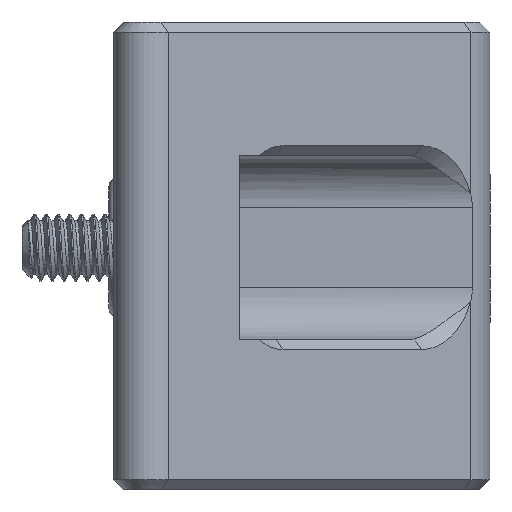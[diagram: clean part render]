
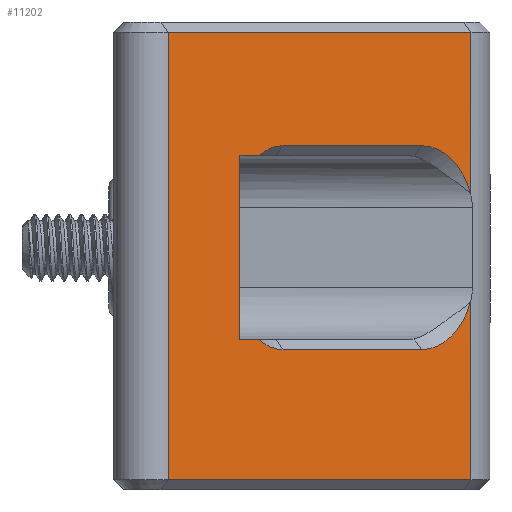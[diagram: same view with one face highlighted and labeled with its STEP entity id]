
A CAD part, front view. The second image highlights one B-rep face of the part: STEP entity #11202.
In plain terms, the highlighted planar face has unit normal (0.707, -0.707, 0).
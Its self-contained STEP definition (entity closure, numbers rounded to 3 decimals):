
#274 = CARTESIAN_POINT ( 'NONE',  ( 255.361, 53.974, 27.4 ) ) ;
#1530 = VECTOR ( 'NONE', #20037, 1000. ) ;
#1837 = VECTOR ( 'NONE', #17948, 1000. ) ;
#1859 = LINE ( 'NONE', #11589, #24736 ) ;
#1871 = DIRECTION ( 'NONE',  ( 0.707, 0.707, 0. ) ) ;
#1881 = DIRECTION ( 'NONE',  ( 0.707, 0.707, 0. ) ) ;
#2146 = CARTESIAN_POINT ( 'NONE',  ( 262.234, 60.846, 12.1 ) ) ;
#2658 = ORIENTED_EDGE ( 'NONE', *, *, #9383, .T. ) ;
#2800 = ORIENTED_EDGE ( 'NONE', *, *, #8492, .F. ) ;
#3078 = AXIS2_PLACEMENT_3D ( 'NONE', #20570, #30534, #28555 ) ;
#3313 = CARTESIAN_POINT ( 'NONE',  ( 273.475, 72.088, 27.4 ) ) ;
#4028 = VERTEX_POINT ( 'NONE', #23729 ) ;
#4334 = CARTESIAN_POINT ( 'NONE',  ( 262.234, 60.846, 16.9 ) ) ;
#4478 = CARTESIAN_POINT ( 'NONE',  ( 273.475, 72.088, 28. ) ) ;
#4479 = VERTEX_POINT ( 'NONE', #12299 ) ;
#4806 = EDGE_CURVE ( 'NONE', #14312, #23862, #25660, .T. ) ;
#5417 = DIRECTION ( 'NONE',  ( -0.707, 0.707, 0. ) ) ;
#5587 = AXIS2_PLACEMENT_3D ( 'NONE', #15852, #5417, #16012 ) ;
#5892 = PLANE ( 'NONE',  #5587 ) ;
#6019 = VECTOR ( 'NONE', #20421, 1000. ) ;
#6154 = VERTEX_POINT ( 'NONE', #8174 ) ;
#6504 = CARTESIAN_POINT ( 'NONE',  ( 259.618, 58.23, 28. ) ) ;
#6556 = LINE ( 'NONE', #11237, #24715 ) ;
#6895 = DIRECTION ( 'NONE',  ( -0.707, -0.707, 0. ) ) ;
#7456 = ORIENTED_EDGE ( 'NONE', *, *, #4806, .F. ) ;
#7501 = LINE ( 'NONE', #274, #6019 ) ;
#7731 = AXIS2_PLACEMENT_3D ( 'NONE', #4334, #23839, #1881 ) ;
#7739 = DIRECTION ( 'NONE',  ( 0.707, -0.707, 0. ) ) ;
#8174 = CARTESIAN_POINT ( 'NONE',  ( 262.234, 60.846, 8.4 ) ) ;
#8246 = FACE_OUTER_BOUND ( 'NONE', #27550, .T. ) ;
#8425 = ORIENTED_EDGE ( 'NONE', *, *, #31935, .F. ) ;
#8439 = ORIENTED_EDGE ( 'NONE', *, *, #20694, .F. ) ;
#8492 = EDGE_CURVE ( 'NONE', #4028, #10412, #12287, .T. ) ;
#8539 = CARTESIAN_POINT ( 'NONE',  ( 259.618, 58.23, 20. ) ) ;
#8584 = EDGE_CURVE ( 'NONE', #23950, #24757, #7501, .T. ) ;
#9383 = EDGE_CURVE ( 'NONE', #23439, #20250, #13984, .T. ) ;
#9680 = VECTOR ( 'NONE', #31257, 1000. ) ;
#9819 = CIRCLE ( 'NONE', #25652, 3.7 ) ;
#9854 = LINE ( 'NONE', #6504, #22086 ) ;
#10412 = VERTEX_POINT ( 'NONE', #29649 ) ;
#11202 = ADVANCED_FACE ( 'NONE', ( #8246 ), #5892, .F. ) ;
#11237 = CARTESIAN_POINT ( 'NONE',  ( 262.234, 60.846, 8.4 ) ) ;
#11555 = CARTESIAN_POINT ( 'NONE',  ( 270.528, 69.14, 20.6 ) ) ;
#11568 = AXIS2_PLACEMENT_3D ( 'NONE', #15499, #7739, #28156 ) ;
#11589 = CARTESIAN_POINT ( 'NONE',  ( 255.361, 53.974, 28. ) ) ;
#11713 = DIRECTION ( 'NONE',  ( -0.707, -0.707, 0. ) ) ;
#12287 = LINE ( 'NONE', #31709, #1837 ) ;
#12299 = CARTESIAN_POINT ( 'NONE',  ( 270.528, 69.14, 20.6 ) ) ;
#12330 = VECTOR ( 'NONE', #19812, 1000. ) ;
#12342 = ORIENTED_EDGE ( 'NONE', *, *, #30485, .F. ) ;
#12551 = CARTESIAN_POINT ( 'NONE',  ( 255.361, 53.974, 27.4 ) ) ;
#13117 = VECTOR ( 'NONE', #11713, 1000. ) ;
#13261 = EDGE_CURVE ( 'NONE', #21059, #10412, #18113, .T. ) ;
#13791 = ORIENTED_EDGE ( 'NONE', *, *, #21111, .F. ) ;
#13984 = LINE ( 'NONE', #19756, #9680 ) ;
#14312 = VERTEX_POINT ( 'NONE', #32548 ) ;
#15153 = VERTEX_POINT ( 'NONE', #17225 ) ;
#15499 = CARTESIAN_POINT ( 'NONE',  ( 270.528, 69.14, 12.821 ) ) ;
#15599 = CARTESIAN_POINT ( 'NONE',  ( 100.694, -100.694, 0.6 ) ) ;
#15852 = CARTESIAN_POINT ( 'NONE',  ( 100.694, -100.694, 28. ) ) ;
#16012 = DIRECTION ( 'NONE',  ( -0.707, -0.707, 0. ) ) ;
#16108 = EDGE_CURVE ( 'NONE', #16233, #23862, #20150, .T. ) ;
#16233 = VERTEX_POINT ( 'NONE', #8539 ) ;
#16415 = DIRECTION ( 'NONE',  ( 0., 0., -1. ) ) ;
#16637 = DIRECTION ( 'NONE',  ( 0., 0., 1. ) ) ;
#17225 = CARTESIAN_POINT ( 'NONE',  ( 273.475, 72.088, 17.651 ) ) ;
#17348 = DIRECTION ( 'NONE',  ( 0.707, -0.707, 0. ) ) ;
#17675 = CARTESIAN_POINT ( 'NONE',  ( 255.361, 53.974, 0.6 ) ) ;
#17716 = ORIENTED_EDGE ( 'NONE', *, *, #30448, .F. ) ;
#17948 = DIRECTION ( 'NONE',  ( 0., 0., -1. ) ) ;
#18113 = LINE ( 'NONE', #15599, #24397 ) ;
#18124 = CARTESIAN_POINT ( 'NONE',  ( 260.806, 59.418, 20. ) ) ;
#18491 = CIRCLE ( 'NONE', #11568, 4.421 ) ;
#19178 = LINE ( 'NONE', #11555, #13117 ) ;
#19649 = CARTESIAN_POINT ( 'NONE',  ( 100.694, -100.694, 20. ) ) ;
#19756 = CARTESIAN_POINT ( 'NONE',  ( 100.694, -100.694, 9. ) ) ;
#19812 = DIRECTION ( 'NONE',  ( 0.707, 0.707, 0. ) ) ;
#20037 = DIRECTION ( 'NONE',  ( 0., 0., -1. ) ) ;
#20150 = LINE ( 'NONE', #19649, #12330 ) ;
#20250 = VERTEX_POINT ( 'NONE', #26230 ) ;
#20421 = DIRECTION ( 'NONE',  ( -0.707, -0.707, 0. ) ) ;
#20570 = CARTESIAN_POINT ( 'NONE',  ( 270.528, 69.14, 16.179 ) ) ;
#20694 = EDGE_CURVE ( 'NONE', #23439, #6154, #9819, .T. ) ;
#21059 = VERTEX_POINT ( 'NONE', #17675 ) ;
#21111 = EDGE_CURVE ( 'NONE', #25776, #4028, #18491, .T. ) ;
#21924 = EDGE_CURVE ( 'NONE', #20250, #16233, #9854, .T. ) ;
#22086 = VECTOR ( 'NONE', #16637, 1000. ) ;
#22507 = LINE ( 'NONE', #4478, #1530 ) ;
#22624 = ORIENTED_EDGE ( 'NONE', *, *, #21924, .T. ) ;
#22960 = ORIENTED_EDGE ( 'NONE', *, *, #16108, .T. ) ;
#23135 = EDGE_CURVE ( 'NONE', #15153, #4479, #32566, .T. ) ;
#23439 = VERTEX_POINT ( 'NONE', #30079 ) ;
#23729 = CARTESIAN_POINT ( 'NONE',  ( 273.475, 72.088, 11.349 ) ) ;
#23839 = DIRECTION ( 'NONE',  ( 0.707, -0.707, 0. ) ) ;
#23862 = VERTEX_POINT ( 'NONE', #18124 ) ;
#23950 = VERTEX_POINT ( 'NONE', #3313 ) ;
#24397 = VECTOR ( 'NONE', #1871, 1000. ) ;
#24501 = ORIENTED_EDGE ( 'NONE', *, *, #23135, .F. ) ;
#24715 = VECTOR ( 'NONE', #28851, 1000. ) ;
#24736 = VECTOR ( 'NONE', #16415, 1000. ) ;
#24757 = VERTEX_POINT ( 'NONE', #12551 ) ;
#25652 = AXIS2_PLACEMENT_3D ( 'NONE', #2146, #17348, #6895 ) ;
#25660 = CIRCLE ( 'NONE', #7731, 3.7 ) ;
#25776 = VERTEX_POINT ( 'NONE', #30566 ) ;
#26230 = CARTESIAN_POINT ( 'NONE',  ( 259.618, 58.23, 9. ) ) ;
#26573 = ORIENTED_EDGE ( 'NONE', *, *, #31415, .T. ) ;
#27550 = EDGE_LOOP ( 'NONE', ( #2800, #13791, #17716, #8439, #2658, #22624, #22960, #7456, #12342, #24501, #8425, #32094, #26573, #31488 ) ) ;
#28156 = DIRECTION ( 'NONE',  ( -0.707, -0.707, 0. ) ) ;
#28555 = DIRECTION ( 'NONE',  ( -0.707, -0.707, 0. ) ) ;
#28851 = DIRECTION ( 'NONE',  ( 0.707, 0.707, 0. ) ) ;
#29649 = CARTESIAN_POINT ( 'NONE',  ( 273.475, 72.088, 0.6 ) ) ;
#30079 = CARTESIAN_POINT ( 'NONE',  ( 260.806, 59.418, 9. ) ) ;
#30448 = EDGE_CURVE ( 'NONE', #6154, #25776, #6556, .T. ) ;
#30485 = EDGE_CURVE ( 'NONE', #4479, #14312, #19178, .T. ) ;
#30534 = DIRECTION ( 'NONE',  ( 0.707, -0.707, 0. ) ) ;
#30566 = CARTESIAN_POINT ( 'NONE',  ( 270.528, 69.14, 8.4 ) ) ;
#31257 = DIRECTION ( 'NONE',  ( -0.707, -0.707, 0. ) ) ;
#31415 = EDGE_CURVE ( 'NONE', #24757, #21059, #1859, .T. ) ;
#31488 = ORIENTED_EDGE ( 'NONE', *, *, #13261, .T. ) ;
#31709 = CARTESIAN_POINT ( 'NONE',  ( 273.475, 72.088, 28. ) ) ;
#31935 = EDGE_CURVE ( 'NONE', #23950, #15153, #22507, .T. ) ;
#32094 = ORIENTED_EDGE ( 'NONE', *, *, #8584, .T. ) ;
#32548 = CARTESIAN_POINT ( 'NONE',  ( 262.234, 60.846, 20.6 ) ) ;
#32566 = CIRCLE ( 'NONE', #3078, 4.421 ) ;
